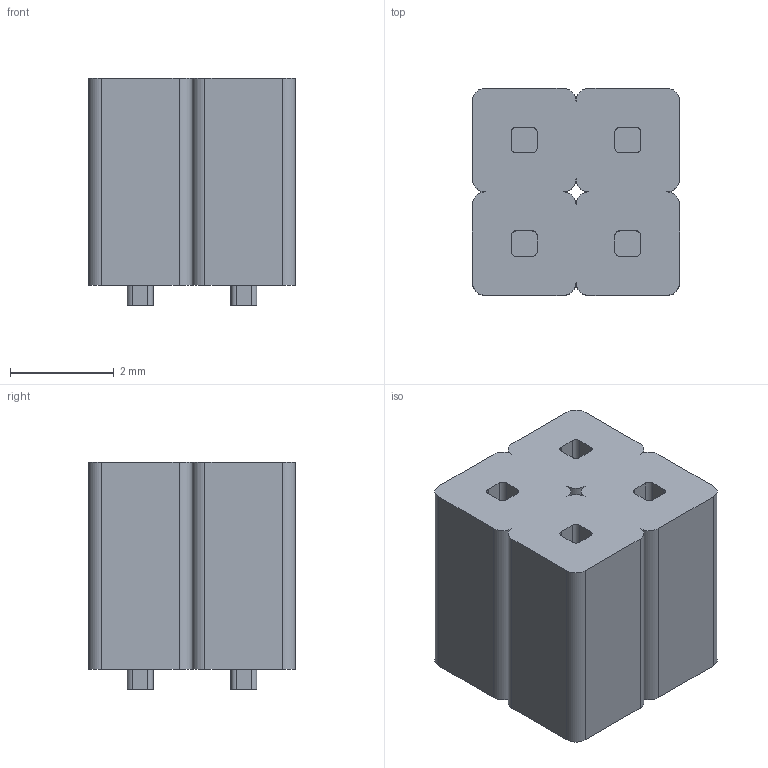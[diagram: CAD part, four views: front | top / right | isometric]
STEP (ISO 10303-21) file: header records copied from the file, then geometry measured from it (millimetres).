
FILE_DESCRIPTION (( 'STEP AP214' ), '1' );
FILE_NAME ('IDC4-2.0.STEP', '2013-01-30T04:36:53', ( 'User' ), ( 'Microsoft' ), 'SwSTEP 2.0', 'SolidWorks 2011', '' );
FILE_SCHEMA (( 'AUTOMOTIVE_DESIGN' ));
Length unit declared in the file: millimetre
Products named in the file (1): IDC4-2.0
Bounding box: 4 x 4 x 4.4 mm (x, y, z)
Volume: 60.6 mm3; surface area: 133.2 mm2
Topology: 2 solids, 2 shells, 98 faces, 264 edges, 176 vertices
Faces by surface type: plane 50, cylinder 48
Entity records: 3331 total; most frequent: DIRECTION 558, CARTESIAN_POINT 539, ORIENTED_EDGE 528, EDGE_CURVE 264, AXIS2_PLACEMENT_3D 195, VERTEX_POINT 176, VECTOR 168, LINE 168
